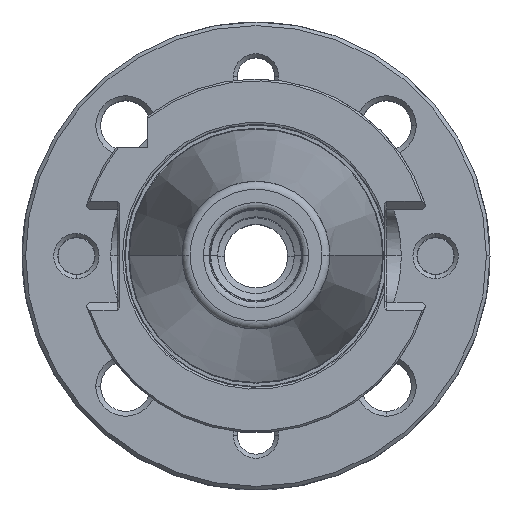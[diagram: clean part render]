
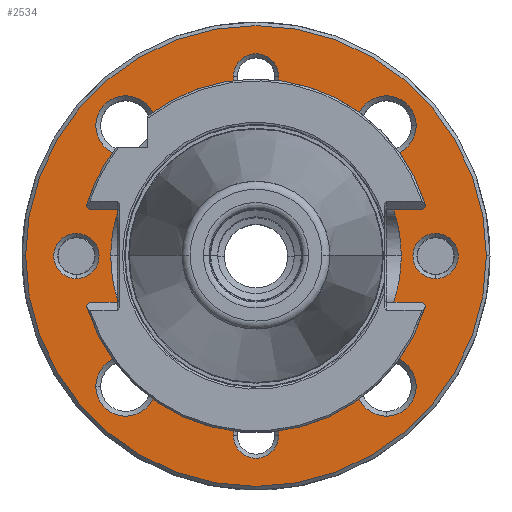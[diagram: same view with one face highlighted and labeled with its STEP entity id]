
A CAD part, top view. The second image highlights one B-rep face of the part: STEP entity #2534.
In plain terms, the highlighted planar face has unit normal (0, 0, 1).
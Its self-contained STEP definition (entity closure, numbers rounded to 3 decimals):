
#1860=EDGE_CURVE('NONE',#4084,#4046,#5024,.T.);
#1888=EDGE_CURVE('NONE',#3480,#2272,#5057,.T.);
#1916=EDGE_CURVE('NONE',#3378,#3808,#5087,.T.);
#2136=VERTEX_POINT('NONE',#5337);
#2156=VERTEX_POINT('NONE',#5361);
#2232=EDGE_CURVE('NONE',#4046,#4084,#5444,.T.);
#2272=VERTEX_POINT('NONE',#5490);
#2462=EDGE_CURVE('NONE',#3454,#3482,#5700,.T.);
#2534=ADVANCED_FACE('NONE',(#5783,#5784,#5785,#5786,#5787,#5788,#5789,#5790,#5791,#5792),#5793,.F.);
#2654=EDGE_CURVE('NONE',#2156,#4708,#5925,.T.);
#2778=EDGE_CURVE('NONE',#3402,#4574,#6064,.T.);
#2826=EDGE_CURVE('NONE',#4574,#3402,#6115,.T.);
#2860=EDGE_CURVE('NONE',#4300,#2136,#6152,.T.);
#3048=VERTEX_POINT('NONE',#6363);
#3100=VERTEX_POINT('NONE',#6419);
#3212=EDGE_CURVE('NONE',#4708,#2156,#6546,.T.);
#3286=EDGE_CURVE('NONE',#4668,#3100,#6629,.T.);
#3378=VERTEX_POINT('NONE',#6732);
#3402=VERTEX_POINT('NONE',#6760);
#3420=EDGE_CURVE('NONE',#2272,#3480,#6779,.T.);
#3454=VERTEX_POINT('NONE',#6814);
#3480=VERTEX_POINT('NONE',#6843);
#3482=VERTEX_POINT('NONE',#6845);
#3578=EDGE_CURVE('NONE',#3048,#4446,#6952,.T.);
#3624=EDGE_CURVE('NONE',#4652,#4310,#7004,.T.);
#3784=EDGE_CURVE('NONE',#3100,#4668,#7173,.T.);
#3808=VERTEX_POINT('NONE',#7201);
#4038=EDGE_CURVE('NONE',#2136,#4300,#7451,.T.);
#4046=VERTEX_POINT('NONE',#7459);
#4074=EDGE_CURVE('NONE',#4310,#4652,#7489,.T.);
#4084=VERTEX_POINT('NONE',#7499);
#4218=EDGE_CURVE('NONE',#3808,#3378,#7651,.T.);
#4300=VERTEX_POINT('NONE',#7743);
#4310=VERTEX_POINT('NONE',#7753);
#4446=VERTEX_POINT('NONE',#7905);
#4476=EDGE_CURVE('NONE',#4446,#3048,#7936,.T.);
#4574=VERTEX_POINT('NONE',#8044);
#4582=EDGE_CURVE('NONE',#3482,#3454,#8053,.T.);
#4652=VERTEX_POINT('NONE',#8129);
#4668=VERTEX_POINT('NONE',#8149);
#4708=VERTEX_POINT('NONE',#8192);
#5024=CIRCLE('',#8619,8.25);
#5057=CIRCLE('',#8659,8.25);
#5087=CIRCLE('',#8697,6.25);
#5337=CARTESIAN_POINT('',(35.921,-44.171,-35.0));
#5361=CARTESIAN_POINT('',(-40.0,0.0,-35.0));
#5444=CIRCLE('',#9175,8.25);
#5490=CARTESIAN_POINT('',(-44.171,-35.921,-35.0));
#5700=CIRCLE('',#9574,6.25);
#5783=FACE_OUTER_BOUND('',#9676,.T.);
#5784=FACE_BOUND('',#9677,.T.);
#5785=FACE_BOUND('',#9678,.T.);
#5786=FACE_BOUND('',#9679,.T.);
#5787=FACE_BOUND('',#9680,.T.);
#5788=FACE_BOUND('',#9681,.T.);
#5789=FACE_BOUND('',#9682,.T.);
#5790=FACE_BOUND('',#9683,.T.);
#5791=FACE_BOUND('',#9684,.T.);
#5792=FACE_BOUND('',#9685,.T.);
#5793=PLANE('',#9686);
#5925=CIRCLE('',#9880,40.0);
#6064=CIRCLE('',#10076,6.25);
#6115=CIRCLE('',#10151,6.25);
#6152=CIRCLE('',#10205,8.25);
#6363=CARTESIAN_POINT('',(49.5,-6.25,-35.0));
#6419=CARTESIAN_POINT('',(44.171,35.921,-35.0));
#6546=CIRCLE('',#10807,40.0);
#6629=CIRCLE('',#10946,8.25);
#6732=CARTESIAN_POINT('',(-6.25,49.5,-35.0));
#6760=CARTESIAN_POINT('',(-6.25,-49.5,-35.0));
#6779=CIRCLE('',#11139,8.25);
#6814=CARTESIAN_POINT('',(-49.5,6.25,-35.0));
#6843=CARTESIAN_POINT('',(-27.671,-35.921,-35.0));
#6845=CARTESIAN_POINT('',(-49.5,-6.25,-35.0));
#6952=CIRCLE('',#11397,6.25);
#7004=CIRCLE('',#11472,63.5);
#7173=CIRCLE('',#11726,8.25);
#7201=CARTESIAN_POINT('',(6.25,49.5,-35.0));
#7451=CIRCLE('',#12120,8.25);
#7459=CARTESIAN_POINT('',(-35.921,27.671,-35.0));
#7489=CIRCLE('',#12186,63.5);
#7499=CARTESIAN_POINT('',(-35.921,44.171,-35.0));
#7651=CIRCLE('',#12418,6.25);
#7743=CARTESIAN_POINT('',(35.921,-27.671,-35.0));
#7753=CARTESIAN_POINT('',(-63.5,0.,-35.0));
#7905=CARTESIAN_POINT('',(49.5,6.25,-35.0));
#7936=CIRCLE('',#12818,6.25);
#8044=CARTESIAN_POINT('',(6.25,-49.5,-35.0));
#8053=CIRCLE('',#13001,6.25);
#8129=CARTESIAN_POINT('',(63.5,0.0,-35.0));
#8149=CARTESIAN_POINT('',(27.671,35.921,-35.0));
#8192=CARTESIAN_POINT('',(40.0,0.,-35.0));
#8619=AXIS2_PLACEMENT_3D('',#13608,#13609,#13610);
#8659=AXIS2_PLACEMENT_3D('',#13675,#13676,#13677);
#8697=AXIS2_PLACEMENT_3D('',#13709,#13710,#13711);
#9175=AXIS2_PLACEMENT_3D('',#14143,#14144,#14145);
#9574=AXIS2_PLACEMENT_3D('',#14488,#14489,#14490);
#9676=EDGE_LOOP('',(#14599,#14600));
#9677=EDGE_LOOP('',(#14601,#14602));
#9678=EDGE_LOOP('',(#14603,#14604));
#9679=EDGE_LOOP('',(#14605,#14606));
#9680=EDGE_LOOP('',(#14607,#14608));
#9681=EDGE_LOOP('',(#14609,#14610));
#9682=EDGE_LOOP('',(#14611,#14612));
#9683=EDGE_LOOP('',(#14613,#14614));
#9684=EDGE_LOOP('',(#14615,#14616));
#9685=EDGE_LOOP('',(#14617,#14618));
#9686=AXIS2_PLACEMENT_3D('',#14619,#14620,#14621);
#9880=AXIS2_PLACEMENT_3D('',#14757,#14758,#14759);
#10076=AXIS2_PLACEMENT_3D('',#14929,#14930,#14931);
#10151=AXIS2_PLACEMENT_3D('',#14974,#14975,#14976);
#10205=AXIS2_PLACEMENT_3D('',#15014,#15015,#15016);
#10807=AXIS2_PLACEMENT_3D('',#15475,#15476,#15477);
#10946=AXIS2_PLACEMENT_3D('',#15569,#15570,#15571);
#11139=AXIS2_PLACEMENT_3D('',#15749,#15750,#15751);
#11397=AXIS2_PLACEMENT_3D('',#15926,#15927,#15928);
#11472=AXIS2_PLACEMENT_3D('',#16005,#16006,#16007);
#11726=AXIS2_PLACEMENT_3D('',#16148,#16149,#16150);
#12120=AXIS2_PLACEMENT_3D('',#16455,#16456,#16457);
#12186=AXIS2_PLACEMENT_3D('',#16498,#16499,#16500);
#12418=AXIS2_PLACEMENT_3D('',#16688,#16689,#16690);
#12818=AXIS2_PLACEMENT_3D('',#17000,#17001,#17002);
#13001=AXIS2_PLACEMENT_3D('',#17144,#17145,#17146);
#13608=CARTESIAN_POINT('',(-35.921,35.921,-35.0));
#13609=DIRECTION('',(0.,0.,-1.0));
#13610=DIRECTION('',(0.,-1.0,0.));
#13675=CARTESIAN_POINT('',(-35.921,-35.921,-35.0));
#13676=DIRECTION('',(0.0,0.0,-1.0));
#13677=DIRECTION('',(1.0,0.0,0.0));
#13709=CARTESIAN_POINT('',(0.,49.5,-35.0));
#13710=DIRECTION('',(-0.0,0.0,1.0));
#13711=DIRECTION('',(1.0,0.,0.0));
#14143=CARTESIAN_POINT('',(-35.921,35.921,-35.0));
#14144=DIRECTION('',(0.,0.,-1.0));
#14145=DIRECTION('',(0.,-1.0,0.));
#14488=CARTESIAN_POINT('',(-49.5,0.,-35.0));
#14489=DIRECTION('',(-0.0,0.0,1.0));
#14490=DIRECTION('',(0.,1.0,0.0));
#14599=ORIENTED_EDGE('',*,*,#3624,.T.);
#14600=ORIENTED_EDGE('',*,*,#4074,.T.);
#14601=ORIENTED_EDGE('',*,*,#4038,.T.);
#14602=ORIENTED_EDGE('',*,*,#2860,.T.);
#14603=ORIENTED_EDGE('',*,*,#3784,.T.);
#14604=ORIENTED_EDGE('',*,*,#3286,.T.);
#14605=ORIENTED_EDGE('',*,*,#1860,.T.);
#14606=ORIENTED_EDGE('',*,*,#2232,.T.);
#14607=ORIENTED_EDGE('',*,*,#3420,.T.);
#14608=ORIENTED_EDGE('',*,*,#1888,.T.);
#14609=ORIENTED_EDGE('',*,*,#3578,.F.);
#14610=ORIENTED_EDGE('',*,*,#4476,.F.);
#14611=ORIENTED_EDGE('',*,*,#4218,.F.);
#14612=ORIENTED_EDGE('',*,*,#1916,.F.);
#14613=ORIENTED_EDGE('',*,*,#2462,.F.);
#14614=ORIENTED_EDGE('',*,*,#4582,.F.);
#14615=ORIENTED_EDGE('',*,*,#2654,.F.);
#14616=ORIENTED_EDGE('',*,*,#3212,.F.);
#14617=ORIENTED_EDGE('',*,*,#2778,.F.);
#14618=ORIENTED_EDGE('',*,*,#2826,.F.);
#14619=CARTESIAN_POINT('',(0.0,-40.0,-35.0));
#14620=DIRECTION('',(0.0,0.0,-1.0));
#14621=DIRECTION('',(0.0,-1.0,0.0));
#14757=CARTESIAN_POINT('',(0.0,0.0,-35.0));
#14758=DIRECTION('',(0.0,0.0,1.0));
#14759=DIRECTION('',(-1.0,0.0,0.0));
#14929=CARTESIAN_POINT('',(0.0,-49.5,-35.0));
#14930=DIRECTION('',(0.0,0.0,1.0));
#14931=DIRECTION('',(-1.0,0.0,0.0));
#14974=CARTESIAN_POINT('',(0.0,-49.5,-35.0));
#14975=DIRECTION('',(0.0,0.0,1.0));
#14976=DIRECTION('',(-1.0,0.0,0.0));
#15014=CARTESIAN_POINT('',(35.921,-35.921,-35.0));
#15015=DIRECTION('',(0.,0.,-1.0));
#15016=DIRECTION('',(0.,1.0,0.));
#15475=CARTESIAN_POINT('',(0.0,0.0,-35.0));
#15476=DIRECTION('',(0.0,0.0,1.0));
#15477=DIRECTION('',(-1.0,0.0,0.0));
#15569=CARTESIAN_POINT('',(35.921,35.921,-35.0));
#15570=DIRECTION('',(0.,0.,-1.0));
#15571=DIRECTION('',(-1.0,0.,0.0));
#15749=CARTESIAN_POINT('',(-35.921,-35.921,-35.0));
#15750=DIRECTION('',(0.0,0.0,-1.0));
#15751=DIRECTION('',(1.0,0.0,0.0));
#15926=CARTESIAN_POINT('',(49.5,0.,-35.0));
#15927=DIRECTION('',(0.0,0.0,1.0));
#15928=DIRECTION('',(0.,-1.0,0.0));
#16005=CARTESIAN_POINT('',(0.0,0.0,-35.0));
#16006=DIRECTION('',(0.0,0.0,1.0));
#16007=DIRECTION('',(1.0,0.0,0.0));
#16148=CARTESIAN_POINT('',(35.921,35.921,-35.0));
#16149=DIRECTION('',(0.,0.,-1.0));
#16150=DIRECTION('',(-1.0,0.,0.0));
#16455=CARTESIAN_POINT('',(35.921,-35.921,-35.0));
#16456=DIRECTION('',(0.,0.,-1.0));
#16457=DIRECTION('',(0.,1.0,0.));
#16498=CARTESIAN_POINT('',(0.0,0.0,-35.0));
#16499=DIRECTION('',(0.0,0.0,1.0));
#16500=DIRECTION('',(1.0,0.0,0.0));
#16688=CARTESIAN_POINT('',(0.,49.5,-35.0));
#16689=DIRECTION('',(-0.0,0.0,1.0));
#16690=DIRECTION('',(1.0,0.,0.0));
#17000=CARTESIAN_POINT('',(49.5,0.,-35.0));
#17001=DIRECTION('',(0.0,0.0,1.0));
#17002=DIRECTION('',(0.,-1.0,0.0));
#17144=CARTESIAN_POINT('',(-49.5,0.,-35.0));
#17145=DIRECTION('',(-0.0,0.0,1.0));
#17146=DIRECTION('',(0.,1.0,0.0));
